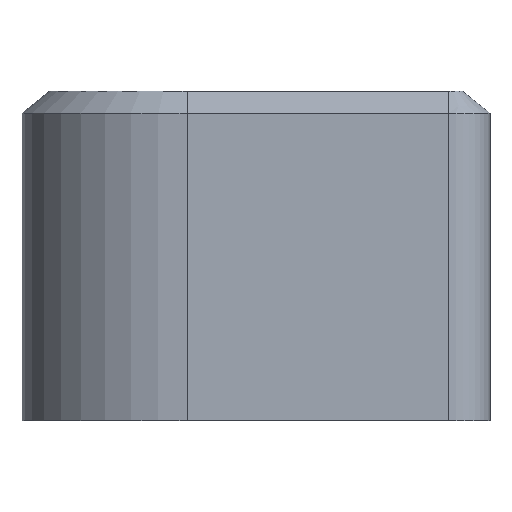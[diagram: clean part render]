
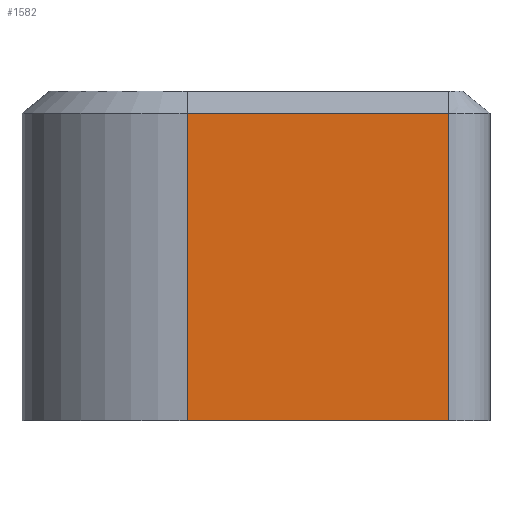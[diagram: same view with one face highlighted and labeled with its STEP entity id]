
A CAD part, left-side view. The second image highlights one B-rep face of the part: STEP entity #1582.
In plain terms, the highlighted planar face has unit normal (-1, 0, 0).
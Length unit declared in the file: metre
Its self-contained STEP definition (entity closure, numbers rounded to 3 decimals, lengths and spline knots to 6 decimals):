
#237=ORIENTED_EDGE('',*,*,#672,.T.);
#238=ORIENTED_EDGE('',*,*,#673,.T.);
#239=ORIENTED_EDGE('',*,*,#637,.F.);
#240=ORIENTED_EDGE('',*,*,#674,.T.);
#637=EDGE_CURVE('',#857,#856,#987,.T.);
#672=EDGE_CURVE('',#886,#887,#1008,.T.);
#673=EDGE_CURVE('',#887,#856,#1009,.T.);
#674=EDGE_CURVE('',#857,#886,#1010,.T.);
#856=VERTEX_POINT('',#3051);
#857=VERTEX_POINT('',#3053);
#886=VERTEX_POINT('',#3123);
#887=VERTEX_POINT('',#3124);
#987=LINE('',#3054,#1106);
#1008=LINE('',#3122,#1127);
#1009=LINE('',#3125,#1128);
#1010=LINE('',#3126,#1129);
#1106=VECTOR('',#2521,1.);
#1127=VECTOR('',#2580,1.);
#1128=VECTOR('',#2581,1.);
#1129=VECTOR('',#2582,1.);
#1222=EDGE_LOOP('',(#237,#238,#239,#240));
#1335=FACE_BOUND('',#1222,.T.);
#1443=PLANE('',#2315);
#1582=ADVANCED_FACE('',(#1335),#1443,.F.);
#2315=AXIS2_PLACEMENT_3D('',#3121,#2578,#2579);
#2521=DIRECTION('',(0.,0.,-1.));
#2578=DIRECTION('',(1.,0.,0.));
#2579=DIRECTION('',(0.,0.,-1.));
#2580=DIRECTION('',(0.,0.,-1.));
#2581=DIRECTION('',(0.,-1.,0.));
#2582=DIRECTION('',(0.,1.,0.));
#3051=CARTESIAN_POINT('',(-0.06,-0.095,-0.11485));
#3053=CARTESIAN_POINT('',(-0.06,-0.095,-0.003));
#3054=CARTESIAN_POINT('',(-0.06,-0.095,0.005));
#3121=CARTESIAN_POINT('',(-0.06,-0.0475,0.005));
#3122=CARTESIAN_POINT('',(-0.06,0.,0.005));
#3123=CARTESIAN_POINT('',(-0.06,0.,-0.003));
#3124=CARTESIAN_POINT('',(-0.06,0.,-0.11485));
#3125=CARTESIAN_POINT('',(-0.06,-0.025,-0.11485));
#3126=CARTESIAN_POINT('',(-0.06,0.,-0.003));
